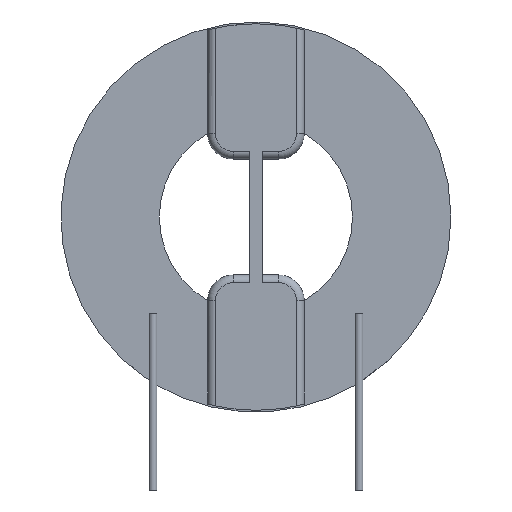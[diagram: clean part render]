
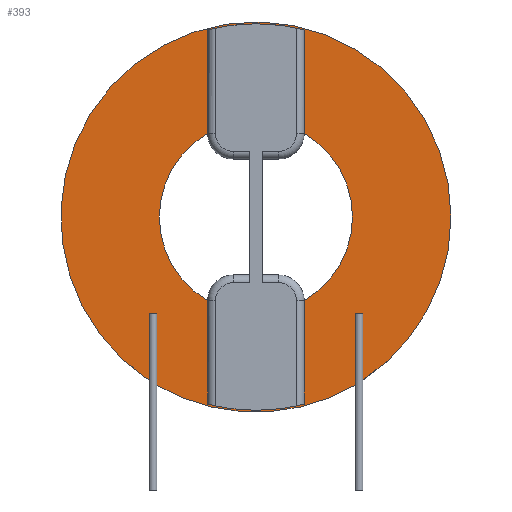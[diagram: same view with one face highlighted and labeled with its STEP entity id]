
A CAD part, front view. The second image highlights one B-rep face of the part: STEP entity #393.
In plain terms, the highlighted planar face has unit normal (0, -1, 0).
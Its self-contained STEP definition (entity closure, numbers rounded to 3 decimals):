
#24 = VERTEX_POINT('',#25);
#25 = CARTESIAN_POINT('',(1.875,-3.,4.452));
#50 = VERTEX_POINT('',#51);
#51 = CARTESIAN_POINT('',(1.875,-3.,10.948));
#57 = EDGE_CURVE('',#58,#50,#60,.T.);
#58 = VERTEX_POINT('',#59);
#59 = CARTESIAN_POINT('',(3.75,-3.,7.7));
#60 = CIRCLE('',#61,3.75);
#61 = AXIS2_PLACEMENT_3D('',#62,#63,#64);
#62 = CARTESIAN_POINT('',(0.,-3.,7.7));
#63 = DIRECTION('',(0.,-1.,0.));
#64 = DIRECTION('',(1.,0.,0.));
#66 = EDGE_CURVE('',#24,#58,#67,.T.);
#67 = CIRCLE('',#68,3.75);
#68 = AXIS2_PLACEMENT_3D('',#69,#70,#71);
#69 = CARTESIAN_POINT('',(0.,-3.,7.7));
#70 = DIRECTION('',(0.,-1.,0.));
#71 = DIRECTION('',(1.,0.,0.));
#84 = VERTEX_POINT('',#85);
#85 = CARTESIAN_POINT('',(1.875,-3.,4.45));
#133 = EDGE_CURVE('',#24,#84,#134,.T.);
#134 = CIRCLE('',#135,1.);
#135 = AXIS2_PLACEMENT_3D('',#136,#137,#138);
#136 = CARTESIAN_POINT('',(0.875,-3.,4.45));
#137 = DIRECTION('',(0.,1.,0.));
#138 = DIRECTION('',(1.,0.,0.));
#358 = VERTEX_POINT('',#359);
#359 = CARTESIAN_POINT('',(1.875,-3.,10.95));
#365 = EDGE_CURVE('',#358,#50,#366,.T.);
#366 = CIRCLE('',#367,1.);
#367 = AXIS2_PLACEMENT_3D('',#368,#369,#370);
#368 = CARTESIAN_POINT('',(0.875,-3.,10.95));
#369 = DIRECTION('',(0.,1.,0.));
#370 = DIRECTION('',(0.,0.,-1.));
#393 = ADVANCED_FACE('',(#394,#471),#570,.T.);
#394 = FACE_BOUND('',#395,.T.);
#395 = EDGE_LOOP('',(#396,#407,#416,#424,#432,#440,#449,#457,#465));
#396 = ORIENTED_EDGE('',*,*,#397,.T.);
#397 = EDGE_CURVE('',#398,#400,#402,.T.);
#398 = VERTEX_POINT('',#399);
#399 = CARTESIAN_POINT('',(4.15,-3.,1.363));
#400 = VERTEX_POINT('',#401);
#401 = CARTESIAN_POINT('',(7.575,-3.,7.7));
#402 = CIRCLE('',#403,7.575);
#403 = AXIS2_PLACEMENT_3D('',#404,#405,#406);
#404 = CARTESIAN_POINT('',(0.,-3.,7.7));
#405 = DIRECTION('',(0.,-1.,0.));
#406 = DIRECTION('',(1.,0.,0.));
#407 = ORIENTED_EDGE('',*,*,#408,.T.);
#408 = EDGE_CURVE('',#400,#409,#411,.T.);
#409 = VERTEX_POINT('',#410);
#410 = CARTESIAN_POINT('',(-4.15,-3.,1.363));
#411 = CIRCLE('',#412,7.575);
#412 = AXIS2_PLACEMENT_3D('',#413,#414,#415);
#413 = CARTESIAN_POINT('',(0.,-3.,7.7));
#414 = DIRECTION('',(0.,-1.,0.));
#415 = DIRECTION('',(1.,0.,0.));
#416 = ORIENTED_EDGE('',*,*,#417,.T.);
#417 = EDGE_CURVE('',#409,#418,#420,.T.);
#418 = VERTEX_POINT('',#419);
#419 = CARTESIAN_POINT('',(-4.15,-3.,3.95));
#420 = LINE('',#421,#422);
#421 = CARTESIAN_POINT('',(-4.15,-3.,-2.9));
#422 = VECTOR('',#423,1.);
#423 = DIRECTION('',(0.,0.,1.));
#424 = ORIENTED_EDGE('',*,*,#425,.T.);
#425 = EDGE_CURVE('',#418,#426,#428,.T.);
#426 = VERTEX_POINT('',#427);
#427 = CARTESIAN_POINT('',(-3.85,-3.,3.95));
#428 = LINE('',#429,#430);
#429 = CARTESIAN_POINT('',(-2.,-3.,3.95));
#430 = VECTOR('',#431,1.);
#431 = DIRECTION('',(1.,0.,0.));
#432 = ORIENTED_EDGE('',*,*,#433,.F.);
#433 = EDGE_CURVE('',#434,#426,#436,.T.);
#434 = VERTEX_POINT('',#435);
#435 = CARTESIAN_POINT('',(-3.85,-3.,1.176));
#436 = LINE('',#437,#438);
#437 = CARTESIAN_POINT('',(-3.85,-3.,-2.9));
#438 = VECTOR('',#439,1.);
#439 = DIRECTION('',(0.,0.,1.));
#440 = ORIENTED_EDGE('',*,*,#441,.T.);
#441 = EDGE_CURVE('',#434,#442,#444,.T.);
#442 = VERTEX_POINT('',#443);
#443 = CARTESIAN_POINT('',(3.85,-3.,1.176));
#444 = CIRCLE('',#445,7.575);
#445 = AXIS2_PLACEMENT_3D('',#446,#447,#448);
#446 = CARTESIAN_POINT('',(0.,-3.,7.7));
#447 = DIRECTION('',(0.,-1.,0.));
#448 = DIRECTION('',(1.,0.,0.));
#449 = ORIENTED_EDGE('',*,*,#450,.T.);
#450 = EDGE_CURVE('',#442,#451,#453,.T.);
#451 = VERTEX_POINT('',#452);
#452 = CARTESIAN_POINT('',(3.85,-3.,3.95));
#453 = LINE('',#454,#455);
#454 = CARTESIAN_POINT('',(3.85,-3.,-2.9));
#455 = VECTOR('',#456,1.);
#456 = DIRECTION('',(0.,0.,1.));
#457 = ORIENTED_EDGE('',*,*,#458,.T.);
#458 = EDGE_CURVE('',#451,#459,#461,.T.);
#459 = VERTEX_POINT('',#460);
#460 = CARTESIAN_POINT('',(4.15,-3.,3.95));
#461 = LINE('',#462,#463);
#462 = CARTESIAN_POINT('',(2.,-3.,3.95));
#463 = VECTOR('',#464,1.);
#464 = DIRECTION('',(1.,0.,0.));
#465 = ORIENTED_EDGE('',*,*,#466,.F.);
#466 = EDGE_CURVE('',#398,#459,#467,.T.);
#467 = LINE('',#468,#469);
#468 = CARTESIAN_POINT('',(4.15,-3.,-2.9));
#469 = VECTOR('',#470,1.);
#470 = DIRECTION('',(0.,0.,1.));
#471 = FACE_BOUND('',#472,.T.);
#472 = EDGE_LOOP('',(#473,#474,#475,#476,#484,#493,#502,#510,#519,#528,
    #537,#545,#554,#563,#569));
#473 = ORIENTED_EDGE('',*,*,#57,.F.);
#474 = ORIENTED_EDGE('',*,*,#66,.F.);
#475 = ORIENTED_EDGE('',*,*,#133,.T.);
#476 = ORIENTED_EDGE('',*,*,#477,.F.);
#477 = EDGE_CURVE('',#478,#84,#480,.T.);
#478 = VERTEX_POINT('',#479);
#479 = CARTESIAN_POINT('',(1.875,-3.,0.438));
#480 = LINE('',#481,#482);
#481 = CARTESIAN_POINT('',(1.875,-3.,3.95));
#482 = VECTOR('',#483,1.);
#483 = DIRECTION('',(0.,0.,1.));
#484 = ORIENTED_EDGE('',*,*,#485,.F.);
#485 = EDGE_CURVE('',#486,#478,#488,.T.);
#486 = VERTEX_POINT('',#487);
#487 = CARTESIAN_POINT('',(0.,-3.,0.2));
#488 = CIRCLE('',#489,7.5);
#489 = AXIS2_PLACEMENT_3D('',#490,#491,#492);
#490 = CARTESIAN_POINT('',(0.,-3.,7.7));
#491 = DIRECTION('',(0.,-1.,0.));
#492 = DIRECTION('',(1.,0.,0.));
#493 = ORIENTED_EDGE('',*,*,#494,.F.);
#494 = EDGE_CURVE('',#495,#486,#497,.T.);
#495 = VERTEX_POINT('',#496);
#496 = CARTESIAN_POINT('',(-1.875,-3.,0.438));
#497 = CIRCLE('',#498,7.5);
#498 = AXIS2_PLACEMENT_3D('',#499,#500,#501);
#499 = CARTESIAN_POINT('',(0.,-3.,7.7));
#500 = DIRECTION('',(0.,-1.,0.));
#501 = DIRECTION('',(1.,0.,0.));
#502 = ORIENTED_EDGE('',*,*,#503,.T.);
#503 = EDGE_CURVE('',#495,#504,#506,.T.);
#504 = VERTEX_POINT('',#505);
#505 = CARTESIAN_POINT('',(-1.875,-3.,4.45));
#506 = LINE('',#507,#508);
#507 = CARTESIAN_POINT('',(-1.875,-3.,3.95));
#508 = VECTOR('',#509,1.);
#509 = DIRECTION('',(0.,0.,1.));
#510 = ORIENTED_EDGE('',*,*,#511,.T.);
#511 = EDGE_CURVE('',#504,#512,#514,.T.);
#512 = VERTEX_POINT('',#513);
#513 = CARTESIAN_POINT('',(-1.875,-3.,4.452));
#514 = CIRCLE('',#515,1.);
#515 = AXIS2_PLACEMENT_3D('',#516,#517,#518);
#516 = CARTESIAN_POINT('',(-0.875,-3.,4.45));
#517 = DIRECTION('',(0.,1.,0.));
#518 = DIRECTION('',(-1.,0.,0.));
#519 = ORIENTED_EDGE('',*,*,#520,.F.);
#520 = EDGE_CURVE('',#521,#512,#523,.T.);
#521 = VERTEX_POINT('',#522);
#522 = CARTESIAN_POINT('',(-1.875,-3.,10.948));
#523 = CIRCLE('',#524,3.75);
#524 = AXIS2_PLACEMENT_3D('',#525,#526,#527);
#525 = CARTESIAN_POINT('',(0.,-3.,7.7));
#526 = DIRECTION('',(0.,-1.,0.));
#527 = DIRECTION('',(1.,0.,0.));
#528 = ORIENTED_EDGE('',*,*,#529,.T.);
#529 = EDGE_CURVE('',#521,#530,#532,.T.);
#530 = VERTEX_POINT('',#531);
#531 = CARTESIAN_POINT('',(-1.875,-3.,10.95));
#532 = CIRCLE('',#533,1.);
#533 = AXIS2_PLACEMENT_3D('',#534,#535,#536);
#534 = CARTESIAN_POINT('',(-0.875,-3.,10.95));
#535 = DIRECTION('',(0.,1.,0.));
#536 = DIRECTION('',(-1.,0.,0.));
#537 = ORIENTED_EDGE('',*,*,#538,.T.);
#538 = EDGE_CURVE('',#530,#539,#541,.T.);
#539 = VERTEX_POINT('',#540);
#540 = CARTESIAN_POINT('',(-1.875,-3.,14.962));
#541 = LINE('',#542,#543);
#542 = CARTESIAN_POINT('',(-1.875,-3.,3.95));
#543 = VECTOR('',#544,1.);
#544 = DIRECTION('',(0.,0.,1.));
#545 = ORIENTED_EDGE('',*,*,#546,.F.);
#546 = EDGE_CURVE('',#547,#539,#549,.T.);
#547 = VERTEX_POINT('',#548);
#548 = CARTESIAN_POINT('',(0.,-3.,15.2));
#549 = CIRCLE('',#550,7.5);
#550 = AXIS2_PLACEMENT_3D('',#551,#552,#553);
#551 = CARTESIAN_POINT('',(0.,-3.,7.7));
#552 = DIRECTION('',(0.,-1.,0.));
#553 = DIRECTION('',(1.,0.,0.));
#554 = ORIENTED_EDGE('',*,*,#555,.F.);
#555 = EDGE_CURVE('',#556,#547,#558,.T.);
#556 = VERTEX_POINT('',#557);
#557 = CARTESIAN_POINT('',(1.875,-3.,14.962));
#558 = CIRCLE('',#559,7.5);
#559 = AXIS2_PLACEMENT_3D('',#560,#561,#562);
#560 = CARTESIAN_POINT('',(0.,-3.,7.7));
#561 = DIRECTION('',(0.,-1.,0.));
#562 = DIRECTION('',(1.,0.,0.));
#563 = ORIENTED_EDGE('',*,*,#564,.F.);
#564 = EDGE_CURVE('',#358,#556,#565,.T.);
#565 = LINE('',#566,#567);
#566 = CARTESIAN_POINT('',(1.875,-3.,3.95));
#567 = VECTOR('',#568,1.);
#568 = DIRECTION('',(0.,0.,1.));
#569 = ORIENTED_EDGE('',*,*,#365,.T.);
#570 = PLANE('',#571);
#571 = AXIS2_PLACEMENT_3D('',#572,#573,#574);
#572 = CARTESIAN_POINT('',(0.,-3.,7.7));
#573 = DIRECTION('',(0.,-1.,0.));
#574 = DIRECTION('',(1.,0.,0.));
